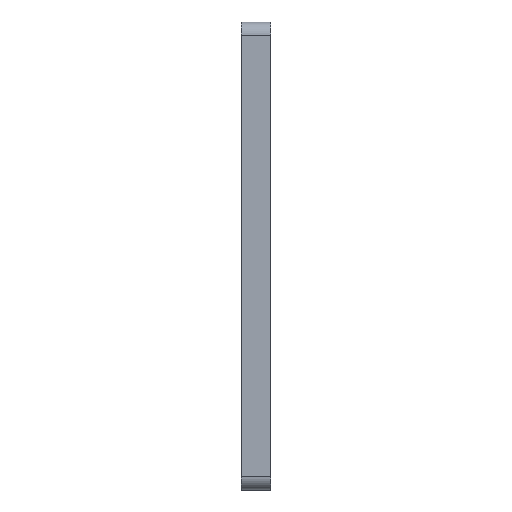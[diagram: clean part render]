
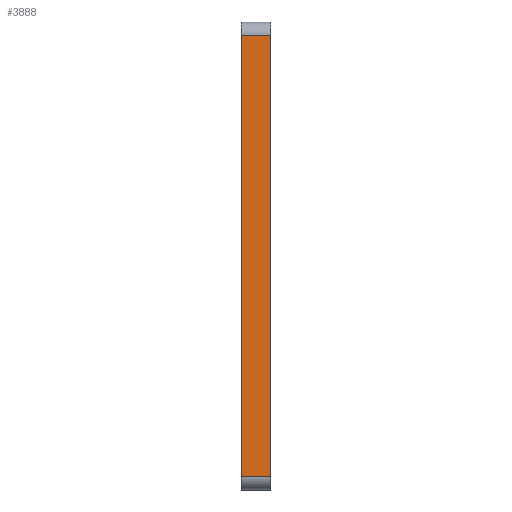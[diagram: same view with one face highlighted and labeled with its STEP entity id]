
A CAD part, left-side view. The second image highlights one B-rep face of the part: STEP entity #3888.
In plain terms, the highlighted planar face has unit normal (-1, 0, 0).
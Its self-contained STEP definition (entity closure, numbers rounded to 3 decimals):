
#674 = CARTESIAN_POINT ( 'NONE',  ( -89., 11.25, -84. ) ) ;
#1971 = EDGE_CURVE ( 'NONE', #19221, #29825, #4031, .T. ) ;
#3888 = ADVANCED_FACE ( 'NONE', ( #31948 ), #8905, .F. ) ;
#4031 = LINE ( 'NONE', #23494, #19268 ) ;
#5645 = VERTEX_POINT ( 'NONE', #28443 ) ;
#7571 = EDGE_CURVE ( 'NONE', #5645, #29825, #27132, .T. ) ;
#8905 = PLANE ( 'NONE',  #36785 ) ;
#11424 = VECTOR ( 'NONE', #15222, 1000. ) ;
#11566 = VECTOR ( 'NONE', #30240, 1000. ) ;
#15222 = DIRECTION ( 'NONE',  ( 0., 0., 1. ) ) ;
#17385 = CARTESIAN_POINT ( 'NONE',  ( -89., 0., 84. ) ) ;
#17899 = CARTESIAN_POINT ( 'NONE',  ( -89., 11.25, 89. ) ) ;
#19221 = VERTEX_POINT ( 'NONE', #17385 ) ;
#19268 = VECTOR ( 'NONE', #26613, 1000. ) ;
#20777 = DIRECTION ( 'NONE',  ( 0., 0., 1. ) ) ;
#21230 = ORIENTED_EDGE ( 'NONE', *, *, #23017, .T. ) ;
#22449 = DIRECTION ( 'NONE',  ( 0., 0., -1. ) ) ;
#22584 = EDGE_LOOP ( 'NONE', ( #31297, #25047, #21230, #38171 ) ) ;
#23017 = EDGE_CURVE ( 'NONE', #25927, #19221, #33908, .T. ) ;
#23494 = CARTESIAN_POINT ( 'NONE',  ( -89., 11.25, 84. ) ) ;
#23846 = CARTESIAN_POINT ( 'NONE',  ( -89., 0., -84. ) ) ;
#25047 = ORIENTED_EDGE ( 'NONE', *, *, #33826, .T. ) ;
#25927 = VERTEX_POINT ( 'NONE', #23846 ) ;
#26613 = DIRECTION ( 'NONE',  ( 0., 1., 0. ) ) ;
#26734 = CARTESIAN_POINT ( 'NONE',  ( -89., 0., 89. ) ) ;
#27132 = LINE ( 'NONE', #30267, #11424 ) ;
#28443 = CARTESIAN_POINT ( 'NONE',  ( -89., 11.25, -84. ) ) ;
#29685 = CARTESIAN_POINT ( 'NONE',  ( -89., 11.25, 84. ) ) ;
#29825 = VERTEX_POINT ( 'NONE', #29685 ) ;
#30240 = DIRECTION ( 'NONE',  ( 0., -1., 0. ) ) ;
#30267 = CARTESIAN_POINT ( 'NONE',  ( -89., 11.25, 89. ) ) ;
#31006 = LINE ( 'NONE', #674, #11566 ) ;
#31297 = ORIENTED_EDGE ( 'NONE', *, *, #7571, .F. ) ;
#31948 = FACE_OUTER_BOUND ( 'NONE', #22584, .T. ) ;
#33754 = DIRECTION ( 'NONE',  ( 1., 0., 0. ) ) ;
#33826 = EDGE_CURVE ( 'NONE', #5645, #25927, #31006, .T. ) ;
#33908 = LINE ( 'NONE', #26734, #34853 ) ;
#34853 = VECTOR ( 'NONE', #20777, 1000. ) ;
#36785 = AXIS2_PLACEMENT_3D ( 'NONE', #17899, #33754, #22449 ) ;
#38171 = ORIENTED_EDGE ( 'NONE', *, *, #1971, .T. ) ;
